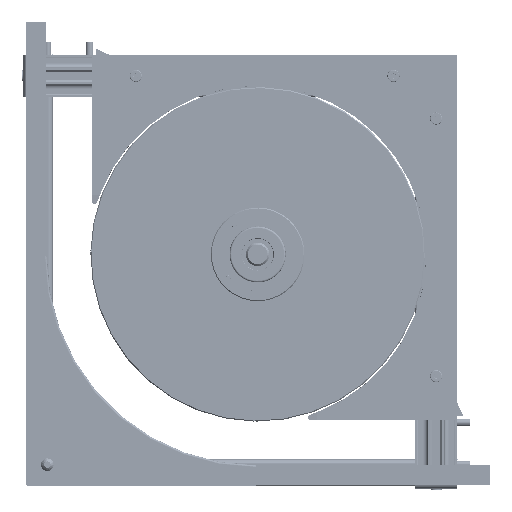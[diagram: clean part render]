
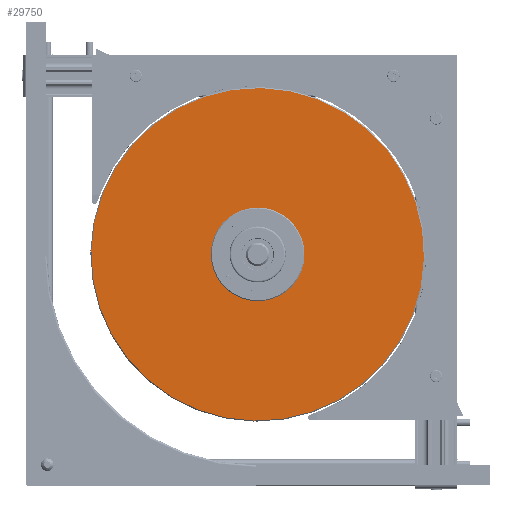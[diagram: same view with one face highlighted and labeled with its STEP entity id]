
A CAD part, front view. The second image highlights one B-rep face of the part: STEP entity #29750.
In plain terms, the highlighted face is planar.
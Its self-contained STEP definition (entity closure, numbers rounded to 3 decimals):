
#1225=FACE_BOUND('',#5713,.T.);
#1226=FACE_BOUND('',#5714,.T.);
#1227=FACE_BOUND('',#5715,.T.);
#1228=FACE_BOUND('',#5716,.T.);
#1229=FACE_BOUND('',#5717,.T.);
#1230=FACE_BOUND('',#5718,.T.);
#1231=FACE_BOUND('',#5719,.T.);
#1232=FACE_BOUND('',#5720,.T.);
#1233=FACE_BOUND('',#5721,.T.);
#4058=FACE_OUTER_BOUND('',#5712,.T.);
#5712=EDGE_LOOP('',(#26099));
#5713=EDGE_LOOP('',(#26100));
#5714=EDGE_LOOP('',(#26101));
#5715=EDGE_LOOP('',(#26102));
#5716=EDGE_LOOP('',(#26103));
#5717=EDGE_LOOP('',(#26104));
#5718=EDGE_LOOP('',(#26105));
#5719=EDGE_LOOP('',(#26106));
#5720=EDGE_LOOP('',(#26107));
#5721=EDGE_LOOP('',(#26108));
#7129=CIRCLE('',#33131,31.);
#7130=CIRCLE('',#33133,177.5);
#7131=CIRCLE('',#33134,3.3);
#7132=CIRCLE('',#33135,3.3);
#7133=CIRCLE('',#33136,3.3);
#7134=CIRCLE('',#33137,3.3);
#7135=CIRCLE('',#33138,3.3);
#7136=CIRCLE('',#33139,3.3);
#7137=CIRCLE('',#33140,3.3);
#7138=CIRCLE('',#33141,3.3);
#14677=VERTEX_POINT('',#50744);
#14678=VERTEX_POINT('',#50748);
#14679=VERTEX_POINT('',#50750);
#14680=VERTEX_POINT('',#50752);
#14681=VERTEX_POINT('',#50754);
#14682=VERTEX_POINT('',#50756);
#14683=VERTEX_POINT('',#50758);
#14684=VERTEX_POINT('',#50760);
#14685=VERTEX_POINT('',#50762);
#14686=VERTEX_POINT('',#50764);
#18586=EDGE_CURVE('',#14677,#14677,#7129,.T.);
#18588=EDGE_CURVE('',#14678,#14678,#7130,.T.);
#18589=EDGE_CURVE('',#14679,#14679,#7131,.T.);
#18590=EDGE_CURVE('',#14680,#14680,#7132,.T.);
#18591=EDGE_CURVE('',#14681,#14681,#7133,.T.);
#18592=EDGE_CURVE('',#14682,#14682,#7134,.T.);
#18593=EDGE_CURVE('',#14683,#14683,#7135,.T.);
#18594=EDGE_CURVE('',#14684,#14684,#7136,.T.);
#18595=EDGE_CURVE('',#14685,#14685,#7137,.T.);
#18596=EDGE_CURVE('',#14686,#14686,#7138,.T.);
#26099=ORIENTED_EDGE('',*,*,#18588,.F.);
#26100=ORIENTED_EDGE('',*,*,#18589,.T.);
#26101=ORIENTED_EDGE('',*,*,#18590,.T.);
#26102=ORIENTED_EDGE('',*,*,#18591,.T.);
#26103=ORIENTED_EDGE('',*,*,#18592,.T.);
#26104=ORIENTED_EDGE('',*,*,#18593,.T.);
#26105=ORIENTED_EDGE('',*,*,#18594,.T.);
#26106=ORIENTED_EDGE('',*,*,#18595,.T.);
#26107=ORIENTED_EDGE('',*,*,#18596,.T.);
#26108=ORIENTED_EDGE('',*,*,#18586,.F.);
#28429=PLANE('',#33132);
#29750=ADVANCED_FACE('',(#4058,#1225,#1226,#1227,#1228,#1229,#1230,#1231,
#1232,#1233),#28429,.T.);
#33131=AXIS2_PLACEMENT_3D('',#50745,#40562,#40563);
#33132=AXIS2_PLACEMENT_3D('',#50747,#40565,#40566);
#33133=AXIS2_PLACEMENT_3D('',#50749,#40567,#40568);
#33134=AXIS2_PLACEMENT_3D('',#50751,#40569,#40570);
#33135=AXIS2_PLACEMENT_3D('',#50753,#40571,#40572);
#33136=AXIS2_PLACEMENT_3D('',#50755,#40573,#40574);
#33137=AXIS2_PLACEMENT_3D('',#50757,#40575,#40576);
#33138=AXIS2_PLACEMENT_3D('',#50759,#40577,#40578);
#33139=AXIS2_PLACEMENT_3D('',#50761,#40579,#40580);
#33140=AXIS2_PLACEMENT_3D('',#50763,#40581,#40582);
#33141=AXIS2_PLACEMENT_3D('',#50765,#40583,#40584);
#40562=DIRECTION('center_axis',(0.,0.,-1.));
#40563=DIRECTION('ref_axis',(-1.,0.,0.));
#40565=DIRECTION('center_axis',(0.,0.,-1.));
#40566=DIRECTION('ref_axis',(-1.,0.,0.));
#40567=DIRECTION('center_axis',(0.,0.,1.));
#40568=DIRECTION('ref_axis',(-1.,0.,0.));
#40569=DIRECTION('center_axis',(0.,0.,1.));
#40570=DIRECTION('ref_axis',(1.,0.,0.));
#40571=DIRECTION('center_axis',(0.,0.,1.));
#40572=DIRECTION('ref_axis',(1.,0.,0.));
#40573=DIRECTION('center_axis',(0.,0.,1.));
#40574=DIRECTION('ref_axis',(1.,0.,0.));
#40575=DIRECTION('center_axis',(0.,0.,1.));
#40576=DIRECTION('ref_axis',(1.,0.,0.));
#40577=DIRECTION('center_axis',(0.,0.,1.));
#40578=DIRECTION('ref_axis',(1.,0.,0.));
#40579=DIRECTION('center_axis',(0.,0.,1.));
#40580=DIRECTION('ref_axis',(1.,0.,0.));
#40581=DIRECTION('center_axis',(0.,0.,1.));
#40582=DIRECTION('ref_axis',(1.,0.,0.));
#40583=DIRECTION('center_axis',(0.,0.,1.));
#40584=DIRECTION('ref_axis',(1.,0.,0.));
#50744=CARTESIAN_POINT('',(31.,0.,-5.25));
#50745=CARTESIAN_POINT('Origin',(0.,0.,-5.25));
#50747=CARTESIAN_POINT('Origin',(0.,0.,-5.25));
#50748=CARTESIAN_POINT('',(177.5,0.,-5.25));
#50749=CARTESIAN_POINT('Origin',(0.,0.,-5.25));
#50750=CARTESIAN_POINT('',(-43.3,0.,-5.25));
#50751=CARTESIAN_POINT('Origin',(-40.,0.,-5.25));
#50752=CARTESIAN_POINT('',(-3.3,-40.,-5.25));
#50753=CARTESIAN_POINT('Origin',(0.,-40.,-5.25));
#50754=CARTESIAN_POINT('',(-31.584,-28.284,-5.25));
#50755=CARTESIAN_POINT('Origin',(-28.284,-28.284,-5.25));
#50756=CARTESIAN_POINT('',(24.984,-28.284,-5.25));
#50757=CARTESIAN_POINT('Origin',(28.284,-28.284,-5.25));
#50758=CARTESIAN_POINT('',(36.7,0.,-5.25));
#50759=CARTESIAN_POINT('Origin',(40.,0.,-5.25));
#50760=CARTESIAN_POINT('',(24.984,28.284,-5.25));
#50761=CARTESIAN_POINT('Origin',(28.284,28.284,-5.25));
#50762=CARTESIAN_POINT('',(-3.3,40.,-5.25));
#50763=CARTESIAN_POINT('Origin',(0.,40.,-5.25));
#50764=CARTESIAN_POINT('',(-31.584,28.284,-5.25));
#50765=CARTESIAN_POINT('Origin',(-28.284,28.284,-5.25));
